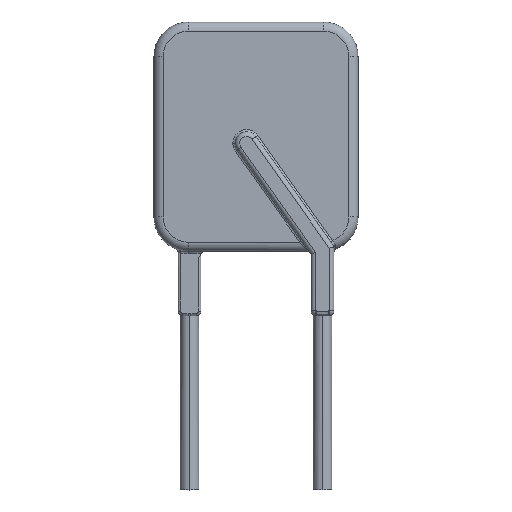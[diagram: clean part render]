
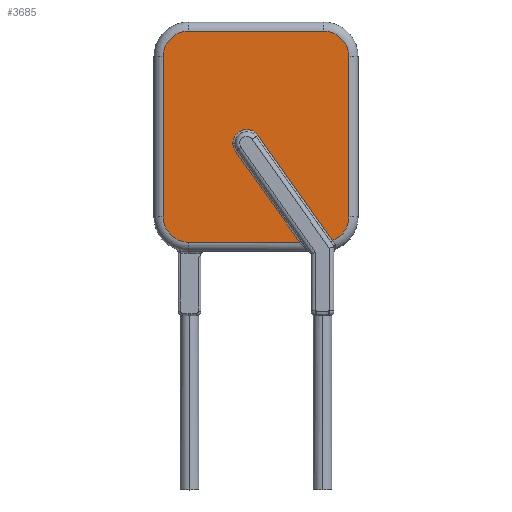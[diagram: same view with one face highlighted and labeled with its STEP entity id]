
A CAD part, top view. The second image highlights one B-rep face of the part: STEP entity #3685.
In plain terms, the highlighted planar face has unit normal (0, 0, 1).
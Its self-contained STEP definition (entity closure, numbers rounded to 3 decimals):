
#8 = DIRECTION ( 'NONE',  ( -1., 0., 0. ) ) ;
#114 = EDGE_LOOP ( 'NONE', ( #4036, #3484, #2126, #4188, #4535, #5127, #5170, #2924, #2001, #3703, #3628, #720 ) ) ;
#169 = VERTEX_POINT ( 'NONE', #1828 ) ;
#186 = EDGE_CURVE ( 'NONE', #3646, #4733, #3569, .T. ) ;
#265 = CARTESIAN_POINT ( 'NONE',  ( 2.95, 4.6, 1.4 ) ) ;
#406 = CARTESIAN_POINT ( 'NONE',  ( 0., 0., 1.4 ) ) ;
#437 = VECTOR ( 'NONE', #4498, 1000. ) ;
#501 = LINE ( 'NONE', #1314, #1212 ) ;
#604 = LINE ( 'NONE', #2748, #437 ) ;
#651 = CIRCLE ( 'NONE', #4214, 1.1 ) ;
#716 = CARTESIAN_POINT ( 'NONE',  ( 1.91, -4.6, 1.4 ) ) ;
#720 = ORIENTED_EDGE ( 'NONE', *, *, #5354, .T. ) ;
#748 = PLANE ( 'NONE',  #2555 ) ;
#846 = LINE ( 'NONE', #3433, #1121 ) ;
#855 = CIRCLE ( 'NONE', #4056, 1.1 ) ;
#875 = DIRECTION ( 'NONE',  ( 0., 0., 1. ) ) ;
#945 = DIRECTION ( 'NONE',  ( 0.578, -0.816, 0. ) ) ;
#1013 = CARTESIAN_POINT ( 'NONE',  ( 4.05, 3.5, 1.4 ) ) ;
#1040 = CARTESIAN_POINT ( 'NONE',  ( 2.95, -3.5, 1.4 ) ) ;
#1121 = VECTOR ( 'NONE', #5614, 1000. ) ;
#1139 = VERTEX_POINT ( 'NONE', #3080 ) ;
#1175 = CARTESIAN_POINT ( 'NONE',  ( 3.332, -4.531, 1.4 ) ) ;
#1181 = VERTEX_POINT ( 'NONE', #1013 ) ;
#1198 = VECTOR ( 'NONE', #4878, 1000. ) ;
#1212 = VECTOR ( 'NONE', #4804, 1000. ) ;
#1297 = CARTESIAN_POINT ( 'NONE',  ( -0.408, -0.289, 1.4 ) ) ;
#1314 = CARTESIAN_POINT ( 'NONE',  ( -0.898, -0.636, 1.4 ) ) ;
#1328 = DIRECTION ( 'NONE',  ( 0., 0., -1. ) ) ;
#1337 = CARTESIAN_POINT ( 'NONE',  ( -1.008, -0.289, 1.4 ) ) ;
#1688 = CARTESIAN_POINT ( 'NONE',  ( -2.95, -3.5, 1.4 ) ) ;
#1694 = CARTESIAN_POINT ( 'NONE',  ( -2.95, 4.6, 1.4 ) ) ;
#1720 = EDGE_CURVE ( 'NONE', #1139, #1181, #604, .T. ) ;
#1818 = CARTESIAN_POINT ( 'NONE',  ( -4.05, 3.5, 1.4 ) ) ;
#1828 = CARTESIAN_POINT ( 'NONE',  ( -4.05, -3.5, 1.4 ) ) ;
#2001 = ORIENTED_EDGE ( 'NONE', *, *, #186, .T. ) ;
#2123 = DIRECTION ( 'NONE',  ( 0., 0., 1. ) ) ;
#2126 = ORIENTED_EDGE ( 'NONE', *, *, #5642, .T. ) ;
#2184 = CARTESIAN_POINT ( 'NONE',  ( -0.408, -0.289, 1.4 ) ) ;
#2197 = DIRECTION ( 'NONE',  ( -1., 0., 0. ) ) ;
#2209 = EDGE_CURVE ( 'NONE', #1181, #3646, #4406, .T. ) ;
#2411 = VECTOR ( 'NONE', #3373, 1000. ) ;
#2555 = AXIS2_PLACEMENT_3D ( 'NONE', #406, #4855, #5182 ) ;
#2588 = EDGE_CURVE ( 'NONE', #5288, #1139, #651, .T. ) ;
#2613 = CARTESIAN_POINT ( 'NONE',  ( 0.082, 0.058, 1.4 ) ) ;
#2625 = CARTESIAN_POINT ( 'NONE',  ( -2.95, 3.5, 1.4 ) ) ;
#2748 = CARTESIAN_POINT ( 'NONE',  ( 4.05, 0., 1.4 ) ) ;
#2849 = EDGE_CURVE ( 'NONE', #3731, #5288, #3984, .T. ) ;
#2850 = VERTEX_POINT ( 'NONE', #1818 ) ;
#2924 = ORIENTED_EDGE ( 'NONE', *, *, #2209, .T. ) ;
#2966 = VERTEX_POINT ( 'NONE', #3387 ) ;
#2995 = CARTESIAN_POINT ( 'NONE',  ( 2.95, 3.5, 1.4 ) ) ;
#3078 = DIRECTION ( 'NONE',  ( -1., 0., 0. ) ) ;
#3080 = CARTESIAN_POINT ( 'NONE',  ( 4.05, -3.5, 1.4 ) ) ;
#3108 = DIRECTION ( 'NONE',  ( -1., 0., 0. ) ) ;
#3144 = CARTESIAN_POINT ( 'NONE',  ( 0., 4.6, 1.4 ) ) ;
#3239 = AXIS2_PLACEMENT_3D ( 'NONE', #2184, #4266, #8 ) ;
#3245 = AXIS2_PLACEMENT_3D ( 'NONE', #1297, #1328, #3078 ) ;
#3258 = LINE ( 'NONE', #4559, #2411 ) ;
#3271 = VERTEX_POINT ( 'NONE', #1337 ) ;
#3328 = CIRCLE ( 'NONE', #3239, 0.6 ) ;
#3373 = DIRECTION ( 'NONE',  ( 0., -1., 0. ) ) ;
#3387 = CARTESIAN_POINT ( 'NONE',  ( -2.95, -4.6, 1.4 ) ) ;
#3433 = CARTESIAN_POINT ( 'NONE',  ( 0., -4.6, 1.4 ) ) ;
#3484 = ORIENTED_EDGE ( 'NONE', *, *, #4843, .T. ) ;
#3528 = CARTESIAN_POINT ( 'NONE',  ( 0.082, 0.058, 1.4 ) ) ;
#3569 = LINE ( 'NONE', #3144, #1198 ) ;
#3624 = DIRECTION ( 'NONE',  ( -1., 0., 0. ) ) ;
#3628 = ORIENTED_EDGE ( 'NONE', *, *, #4435, .T. ) ;
#3646 = VERTEX_POINT ( 'NONE', #265 ) ;
#3685 = ADVANCED_FACE ( 'NONE', ( #4660 ), #748, .F. ) ;
#3703 = ORIENTED_EDGE ( 'NONE', *, *, #5327, .T. ) ;
#3731 = VERTEX_POINT ( 'NONE', #3528 ) ;
#3876 = CIRCLE ( 'NONE', #4868, 1.1 ) ;
#3984 = LINE ( 'NONE', #2613, #5573 ) ;
#4036 = ORIENTED_EDGE ( 'NONE', *, *, #5057, .T. ) ;
#4056 = AXIS2_PLACEMENT_3D ( 'NONE', #2625, #875, #2197 ) ;
#4101 = DIRECTION ( 'NONE',  ( 0., 0., 1. ) ) ;
#4188 = ORIENTED_EDGE ( 'NONE', *, *, #4592, .T. ) ;
#4214 = AXIS2_PLACEMENT_3D ( 'NONE', #1040, #4101, #3624 ) ;
#4266 = DIRECTION ( 'NONE',  ( 0., 0., -1. ) ) ;
#4303 = DIRECTION ( 'NONE',  ( -1., 0., 0. ) ) ;
#4323 = CIRCLE ( 'NONE', #3245, 0.6 ) ;
#4406 = CIRCLE ( 'NONE', #5146, 1.1 ) ;
#4435 = EDGE_CURVE ( 'NONE', #2850, #169, #3258, .T. ) ;
#4498 = DIRECTION ( 'NONE',  ( 0., 1., 0. ) ) ;
#4535 = ORIENTED_EDGE ( 'NONE', *, *, #2849, .T. ) ;
#4559 = CARTESIAN_POINT ( 'NONE',  ( -4.05, 0., 1.4 ) ) ;
#4592 = EDGE_CURVE ( 'NONE', #3271, #3731, #3328, .T. ) ;
#4660 = FACE_OUTER_BOUND ( 'NONE', #114, .T. ) ;
#4718 = VERTEX_POINT ( 'NONE', #716 ) ;
#4733 = VERTEX_POINT ( 'NONE', #1694 ) ;
#4804 = DIRECTION ( 'NONE',  ( -0.578, 0.816, 0. ) ) ;
#4816 = CARTESIAN_POINT ( 'NONE',  ( -0.898, -0.636, 1.4 ) ) ;
#4843 = EDGE_CURVE ( 'NONE', #4718, #5632, #501, .T. ) ;
#4855 = DIRECTION ( 'NONE',  ( 0., 0., -1. ) ) ;
#4868 = AXIS2_PLACEMENT_3D ( 'NONE', #1688, #2123, #4303 ) ;
#4878 = DIRECTION ( 'NONE',  ( -1., 0., 0. ) ) ;
#5057 = EDGE_CURVE ( 'NONE', #2966, #4718, #846, .T. ) ;
#5127 = ORIENTED_EDGE ( 'NONE', *, *, #2588, .T. ) ;
#5146 = AXIS2_PLACEMENT_3D ( 'NONE', #2995, #5638, #3108 ) ;
#5170 = ORIENTED_EDGE ( 'NONE', *, *, #1720, .T. ) ;
#5182 = DIRECTION ( 'NONE',  ( -1., 0., 0. ) ) ;
#5288 = VERTEX_POINT ( 'NONE', #1175 ) ;
#5327 = EDGE_CURVE ( 'NONE', #4733, #2850, #855, .T. ) ;
#5354 = EDGE_CURVE ( 'NONE', #169, #2966, #3876, .T. ) ;
#5573 = VECTOR ( 'NONE', #945, 1000. ) ;
#5614 = DIRECTION ( 'NONE',  ( 1., 0., 0. ) ) ;
#5632 = VERTEX_POINT ( 'NONE', #4816 ) ;
#5638 = DIRECTION ( 'NONE',  ( 0., 0., 1. ) ) ;
#5642 = EDGE_CURVE ( 'NONE', #5632, #3271, #4323, .T. ) ;
